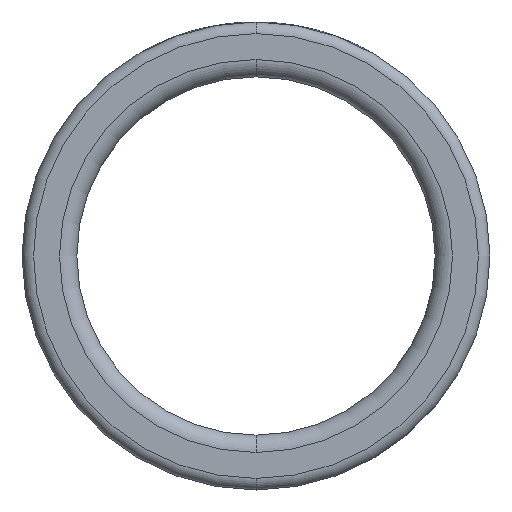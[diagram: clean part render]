
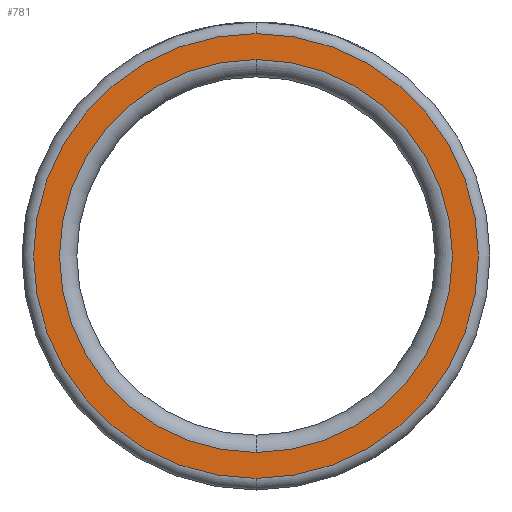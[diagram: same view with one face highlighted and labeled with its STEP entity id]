
A CAD part, front view. The second image highlights one B-rep face of the part: STEP entity #781.
In plain terms, the highlighted planar face has unit normal (0, -1, 0).
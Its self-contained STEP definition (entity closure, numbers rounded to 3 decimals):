
#53 = AXIS2_PLACEMENT_3D ( 'NONE', #806, #1835, #998 ) ;
#55 = ORIENTED_EDGE ( 'NONE', *, *, #1188, .F. ) ;
#146 = CARTESIAN_POINT ( 'NONE',  ( 0., -95., 0. ) ) ;
#265 = EDGE_CURVE ( 'NONE', #2406, #2327, #902, .T. ) ;
#406 = AXIS2_PLACEMENT_3D ( 'NONE', #146, #2271, #2491 ) ;
#419 = FACE_OUTER_BOUND ( 'NONE', #1892, .T. ) ;
#445 = EDGE_LOOP ( 'NONE', ( #795, #55 ) ) ;
#464 = DIRECTION ( 'NONE',  ( 0., -1., 0. ) ) ;
#537 = CIRCLE ( 'NONE', #2745, 38.5 ) ;
#602 = AXIS2_PLACEMENT_3D ( 'NONE', #2561, #858, #2346 ) ;
#781 = ADVANCED_FACE ( 'NONE', ( #419, #2605 ), #2088, .T. ) ;
#787 = ORIENTED_EDGE ( 'NONE', *, *, #2383, .T. ) ;
#794 = CARTESIAN_POINT ( 'NONE',  ( 0., -95., 0. ) ) ;
#795 = ORIENTED_EDGE ( 'NONE', *, *, #265, .F. ) ;
#806 = CARTESIAN_POINT ( 'NONE',  ( 0., -95., 0. ) ) ;
#858 = DIRECTION ( 'NONE',  ( 0., -1., 0. ) ) ;
#902 = CIRCLE ( 'NONE', #602, 34. ) ;
#916 = CIRCLE ( 'NONE', #53, 34. ) ;
#978 = DIRECTION ( 'NONE',  ( 0., -1., 0. ) ) ;
#998 = DIRECTION ( 'NONE',  ( 0., 0., -1. ) ) ;
#1096 = ORIENTED_EDGE ( 'NONE', *, *, #2022, .T. ) ;
#1112 = VERTEX_POINT ( 'NONE', #2000 ) ;
#1188 = EDGE_CURVE ( 'NONE', #2327, #2406, #916, .T. ) ;
#1338 = CARTESIAN_POINT ( 'NONE',  ( 34., -95., 0. ) ) ;
#1600 = CIRCLE ( 'NONE', #406, 38.5 ) ;
#1709 = DIRECTION ( 'NONE',  ( 0., 0., -1. ) ) ;
#1835 = DIRECTION ( 'NONE',  ( 0., -1., 0. ) ) ;
#1892 = EDGE_LOOP ( 'NONE', ( #787, #1096 ) ) ;
#2000 = CARTESIAN_POINT ( 'NONE',  ( 0., -95., -38.5 ) ) ;
#2022 = EDGE_CURVE ( 'NONE', #2423, #1112, #1600, .T. ) ;
#2066 = AXIS2_PLACEMENT_3D ( 'NONE', #1338, #464, #1709 ) ;
#2077 = DIRECTION ( 'NONE',  ( 0., 0., -1. ) ) ;
#2088 = PLANE ( 'NONE',  #2066 ) ;
#2254 = CARTESIAN_POINT ( 'NONE',  ( 0., -95., -34. ) ) ;
#2271 = DIRECTION ( 'NONE',  ( 0., -1., 0. ) ) ;
#2327 = VERTEX_POINT ( 'NONE', #2681 ) ;
#2346 = DIRECTION ( 'NONE',  ( 0., 0., -1. ) ) ;
#2383 = EDGE_CURVE ( 'NONE', #1112, #2423, #537, .T. ) ;
#2406 = VERTEX_POINT ( 'NONE', #2254 ) ;
#2423 = VERTEX_POINT ( 'NONE', #2446 ) ;
#2446 = CARTESIAN_POINT ( 'NONE',  ( 0., -95., 38.5 ) ) ;
#2491 = DIRECTION ( 'NONE',  ( 0., 0., -1. ) ) ;
#2561 = CARTESIAN_POINT ( 'NONE',  ( 0., -95., 0. ) ) ;
#2605 = FACE_BOUND ( 'NONE', #445, .T. ) ;
#2681 = CARTESIAN_POINT ( 'NONE',  ( 0., -95., 34. ) ) ;
#2745 = AXIS2_PLACEMENT_3D ( 'NONE', #794, #978, #2077 ) ;
